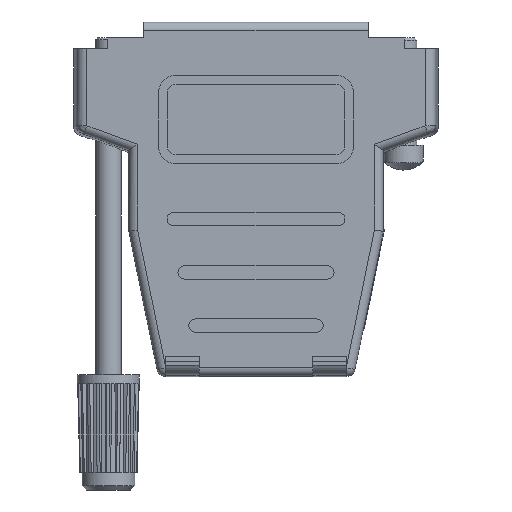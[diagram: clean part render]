
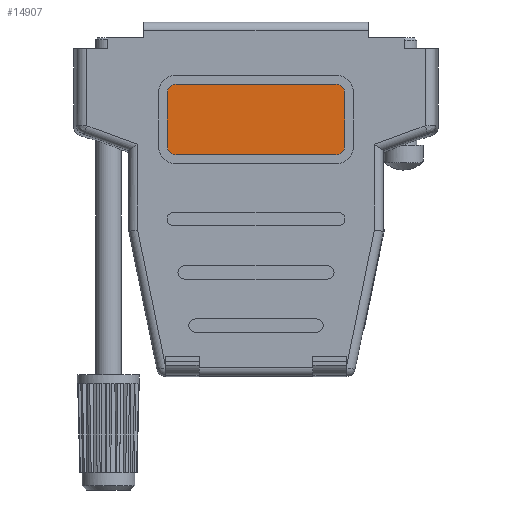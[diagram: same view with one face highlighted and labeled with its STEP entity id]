
A CAD part, front view. The second image highlights one B-rep face of the part: STEP entity #14907.
In plain terms, the highlighted planar face has unit normal (0, -1, 0).
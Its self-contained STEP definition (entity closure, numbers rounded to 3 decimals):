
#227 = AXIS2_PLACEMENT_3D ( 'NONE', #31201, #19124, #4360 ) ;
#556 = EDGE_CURVE ( 'NONE', #3048, #26277, #21100, .T. ) ;
#570 = DIRECTION ( 'NONE',  ( 0., 0., 1. ) ) ;
#646 = CIRCLE ( 'NONE', #4756, 1. ) ;
#1854 = VERTEX_POINT ( 'NONE', #2048 ) ;
#2048 = CARTESIAN_POINT ( 'NONE',  ( 9., 0.2, -7. ) ) ;
#2654 = DIRECTION ( 'NONE',  ( 0., -1., 0. ) ) ;
#3048 = VERTEX_POINT ( 'NONE', #8649 ) ;
#3457 = CARTESIAN_POINT ( 'NONE',  ( -9., 0.2, -8. ) ) ;
#3774 = DIRECTION ( 'NONE',  ( 0., -1., 0. ) ) ;
#4360 = DIRECTION ( 'NONE',  ( 0., 0., -1. ) ) ;
#4434 = VECTOR ( 'NONE', #570, 1000. ) ;
#4756 = AXIS2_PLACEMENT_3D ( 'NONE', #3457, #3774, #23357 ) ;
#4820 = ORIENTED_EDGE ( 'NONE', *, *, #20758, .T. ) ;
#4958 = DIRECTION ( 'NONE',  ( 0., 0., -1. ) ) ;
#5020 = CARTESIAN_POINT ( 'NONE',  ( -9., 0.2, -15. ) ) ;
#5227 = CARTESIAN_POINT ( 'NONE',  ( 10., 0.2, -14. ) ) ;
#5242 = EDGE_CURVE ( 'NONE', #11904, #1854, #20715, .T. ) ;
#5326 = AXIS2_PLACEMENT_3D ( 'NONE', #16963, #2654, #29174 ) ;
#6384 = CARTESIAN_POINT ( 'NONE',  ( 10., 0.2, -14. ) ) ;
#6638 = CARTESIAN_POINT ( 'NONE',  ( 10., 0.2, -8. ) ) ;
#6667 = EDGE_CURVE ( 'NONE', #10180, #15329, #646, .T. ) ;
#6726 = DIRECTION ( 'NONE',  ( 0., 0., -1. ) ) ;
#7160 = VECTOR ( 'NONE', #28127, 1000. ) ;
#7538 = VECTOR ( 'NONE', #4958, 1000. ) ;
#8649 = CARTESIAN_POINT ( 'NONE',  ( 9., 0.2, -15. ) ) ;
#9001 = CARTESIAN_POINT ( 'NONE',  ( 9., 0.2, -7. ) ) ;
#9537 = AXIS2_PLACEMENT_3D ( 'NONE', #28420, #23601, #6726 ) ;
#9788 = AXIS2_PLACEMENT_3D ( 'NONE', #30105, #25425, #30742 ) ;
#9825 = LINE ( 'NONE', #5020, #17231 ) ;
#10125 = EDGE_CURVE ( 'NONE', #26277, #11904, #22564, .T. ) ;
#10180 = VERTEX_POINT ( 'NONE', #11469 ) ;
#11469 = CARTESIAN_POINT ( 'NONE',  ( -9., 0.2, -7. ) ) ;
#11688 = ORIENTED_EDGE ( 'NONE', *, *, #21532, .T. ) ;
#11712 = PLANE ( 'NONE',  #9537 ) ;
#11904 = VERTEX_POINT ( 'NONE', #6638 ) ;
#12744 = ORIENTED_EDGE ( 'NONE', *, *, #10125, .T. ) ;
#13258 = ORIENTED_EDGE ( 'NONE', *, *, #5242, .T. ) ;
#13498 = EDGE_CURVE ( 'NONE', #16002, #24146, #28465, .T. ) ;
#14907 = ADVANCED_FACE ( 'NONE', ( #21041 ), #11712, .T. ) ;
#15026 = CARTESIAN_POINT ( 'NONE',  ( -10., 0.2, -14. ) ) ;
#15329 = VERTEX_POINT ( 'NONE', #28470 ) ;
#16002 = VERTEX_POINT ( 'NONE', #15026 ) ;
#16963 = CARTESIAN_POINT ( 'NONE',  ( 9., 0.2, -8. ) ) ;
#17153 = CARTESIAN_POINT ( 'NONE',  ( -10., 0.2, -8. ) ) ;
#17231 = VECTOR ( 'NONE', #19946, 1000. ) ;
#18327 = LINE ( 'NONE', #9001, #7160 ) ;
#19124 = DIRECTION ( 'NONE',  ( 0., -1., 0. ) ) ;
#19369 = CARTESIAN_POINT ( 'NONE',  ( -9., 0.2, -15. ) ) ;
#19946 = DIRECTION ( 'NONE',  ( 1., 0., 0. ) ) ;
#20278 = ORIENTED_EDGE ( 'NONE', *, *, #31596, .T. ) ;
#20715 = CIRCLE ( 'NONE', #5326, 1. ) ;
#20758 = EDGE_CURVE ( 'NONE', #1854, #10180, #18327, .T. ) ;
#21041 = FACE_OUTER_BOUND ( 'NONE', #28119, .T. ) ;
#21100 = CIRCLE ( 'NONE', #9788, 1. ) ;
#21532 = EDGE_CURVE ( 'NONE', #24146, #3048, #9825, .T. ) ;
#22128 = LINE ( 'NONE', #17153, #7538 ) ;
#22564 = LINE ( 'NONE', #5227, #4434 ) ;
#22984 = ORIENTED_EDGE ( 'NONE', *, *, #13498, .T. ) ;
#23357 = DIRECTION ( 'NONE',  ( 0., 0., -1. ) ) ;
#23601 = DIRECTION ( 'NONE',  ( 0., -1., 0. ) ) ;
#24146 = VERTEX_POINT ( 'NONE', #19369 ) ;
#25019 = ORIENTED_EDGE ( 'NONE', *, *, #6667, .T. ) ;
#25425 = DIRECTION ( 'NONE',  ( 0., -1., 0. ) ) ;
#26277 = VERTEX_POINT ( 'NONE', #6384 ) ;
#28119 = EDGE_LOOP ( 'NONE', ( #13258, #4820, #25019, #20278, #22984, #11688, #31770, #12744 ) ) ;
#28127 = DIRECTION ( 'NONE',  ( -1., 0., 0. ) ) ;
#28420 = CARTESIAN_POINT ( 'NONE',  ( 9., 0.2, -8. ) ) ;
#28465 = CIRCLE ( 'NONE', #227, 1. ) ;
#28470 = CARTESIAN_POINT ( 'NONE',  ( -10., 0.2, -8. ) ) ;
#29174 = DIRECTION ( 'NONE',  ( 0., 0., -1. ) ) ;
#30105 = CARTESIAN_POINT ( 'NONE',  ( 9., 0.2, -14. ) ) ;
#30742 = DIRECTION ( 'NONE',  ( 0., 0., -1. ) ) ;
#31201 = CARTESIAN_POINT ( 'NONE',  ( -9., 0.2, -14. ) ) ;
#31596 = EDGE_CURVE ( 'NONE', #15329, #16002, #22128, .T. ) ;
#31770 = ORIENTED_EDGE ( 'NONE', *, *, #556, .T. ) ;
